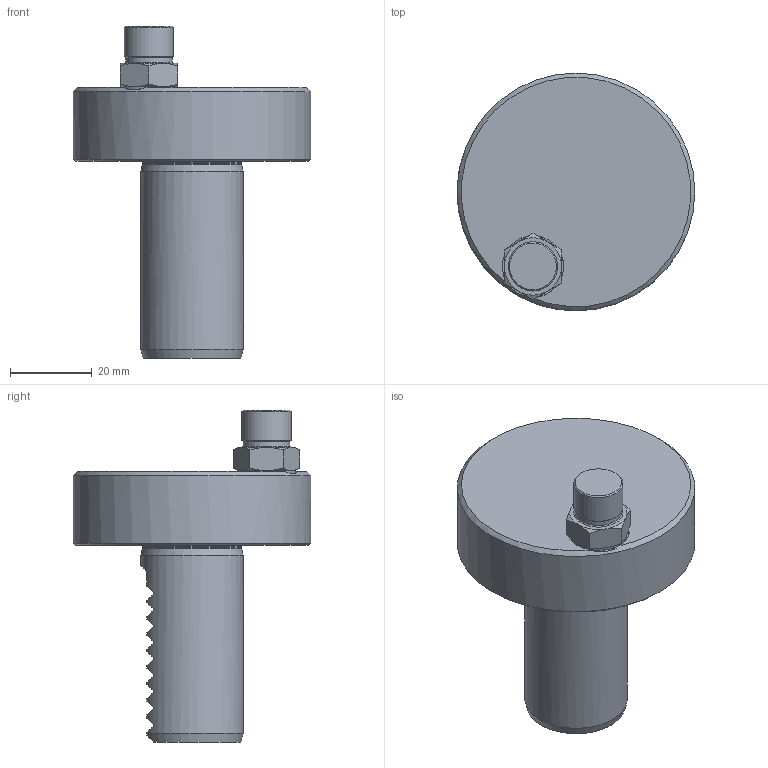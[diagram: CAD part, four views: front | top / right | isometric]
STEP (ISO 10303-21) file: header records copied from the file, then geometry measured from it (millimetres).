
FILE_DESCRIPTION(/* description */ (''),/* implementation_level */ '2;1');
FILE_NAME(/* name */ 'W1200044_stp.stp',/* time_stamp */ '2013-06-12T11:22:24+02:00',/* author */ (''),/* organization */ (''),/* preprocessor_version */ 'ST-DEVELOPER v11',/* originating_system */ 'SIEMENS PLM Software NX 7.5',/* authorisation */ '');
FILE_SCHEMA (('AUTOMOTIVE_DESIGN { 1 0 10303 214 1 1 1 1 }'));
Length unit declared in the file: millimetre
Products named in the file (1): furtDB049ltd
Bounding box: 58 x 58 x 81 mm (x, y, z)
Volume: 72030.2 mm3; surface area: 12971 mm2
Topology: 1 solids, 1 shells, 89 faces, 229 edges, 145 vertices
Faces by surface type: plane 42, cylinder 25, cone 19, torus 3
Full cylindrical faces by diameter (mm): 11.4 x1, 12 x1, 14 x1, 15 x1, 24.1 x1, 25 x1, 58 x1
Entity records: 2623 total; most frequent: CARTESIAN_POINT 795, DIRECTION 371, ORIENTED_EDGE 366, EDGE_CURVE 183, AXIS2_PLACEMENT_3D 153, VERTEX_POINT 123, EDGE_LOOP 98, ADVANCED_FACE 80
